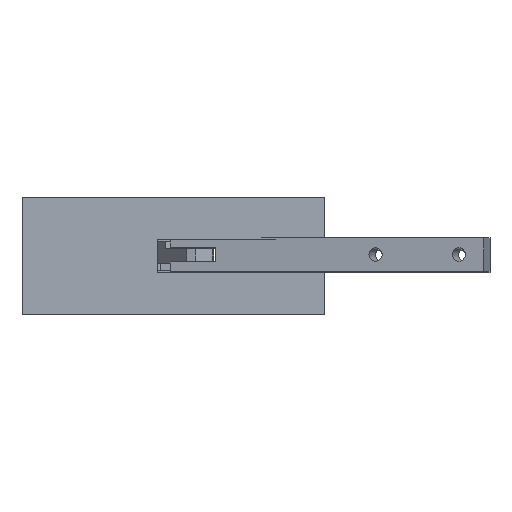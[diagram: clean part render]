
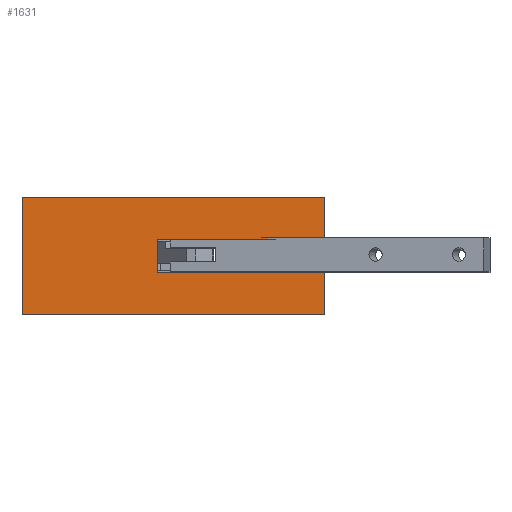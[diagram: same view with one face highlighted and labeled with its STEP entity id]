
A CAD part, front view. The second image highlights one B-rep face of the part: STEP entity #1631.
In plain terms, the highlighted planar face has unit normal (0, -1, 0).
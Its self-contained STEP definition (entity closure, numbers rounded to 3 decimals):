
#230=CARTESIAN_POINT('',(-60.1,-20.0,14.0));
#231=VERTEX_POINT('',#230);
#238=CARTESIAN_POINT('',(11.9,-20.0,14.0));
#239=VERTEX_POINT('',#238);
#240=CARTESIAN_POINT('',(-60.1,-20.0,14.0));
#241=DIRECTION('',(1.0,0.,0.0));
#242=VECTOR('',#241,72.0);
#243=LINE('',#240,#242);
#244=EDGE_CURVE('',#231,#239,#243,.T.);
#377=CARTESIAN_POINT('',(-60.1,-20.0,-14.0));
#378=VERTEX_POINT('',#377);
#385=CARTESIAN_POINT('',(-60.1,-20.0,14.0));
#386=DIRECTION('',(0.0,0.0,-1.0));
#387=VECTOR('',#386,28.0);
#388=LINE('',#385,#387);
#389=EDGE_CURVE('',#231,#378,#388,.T.);
#609=CARTESIAN_POINT('',(11.9,-20.0,4.0));
#610=VERTEX_POINT('',#609);
#617=CARTESIAN_POINT('',(-28.0,-20.0,4.0));
#618=VERTEX_POINT('',#617);
#619=CARTESIAN_POINT('',(-28.0,-20.0,4.0));
#620=DIRECTION('',(1.0,0.,0.));
#621=VECTOR('',#620,39.9);
#622=LINE('',#619,#621);
#623=EDGE_CURVE('',#618,#610,#622,.T.);
#1344=CARTESIAN_POINT('',(11.9,-20.0,-14.0));
#1345=VERTEX_POINT('',#1344);
#1352=CARTESIAN_POINT('',(-60.1,-20.0,-14.0));
#1353=DIRECTION('',(1.0,0.,0.0));
#1354=VECTOR('',#1353,72.0);
#1355=LINE('',#1352,#1354);
#1356=EDGE_CURVE('',#378,#1345,#1355,.T.);
#1530=CARTESIAN_POINT('',(11.9,-20.0,-4.0));
#1531=VERTEX_POINT('',#1530);
#1538=CARTESIAN_POINT('',(11.9,-20.0,-4.0));
#1539=DIRECTION('',(0.0,0.0,-1.0));
#1540=VECTOR('',#1539,10.0);
#1541=LINE('',#1538,#1540);
#1542=EDGE_CURVE('',#1531,#1345,#1541,.T.);
#1599=CARTESIAN_POINT('',(11.9,-20.0,14.0));
#1600=DIRECTION('',(0.,1.0,0.0));
#1601=DIRECTION('',(-1.0,0.,0.0));
#1602=AXIS2_PLACEMENT_3D('',#1599,#1600,#1601);
#1603=PLANE('',#1602);
#1604=ORIENTED_EDGE('',*,*,#1542,.F.);
#1605=CARTESIAN_POINT('',(-28.0,-20.0,-4.0));
#1606=VERTEX_POINT('',#1605);
#1607=CARTESIAN_POINT('',(11.9,-20.0,-4.0));
#1608=DIRECTION('',(-1.0,0.,0.));
#1609=VECTOR('',#1608,39.9);
#1610=LINE('',#1607,#1609);
#1611=EDGE_CURVE('',#1531,#1606,#1610,.T.);
#1612=ORIENTED_EDGE('',*,*,#1611,.T.);
#1613=CARTESIAN_POINT('',(-28.0,-20.0,-4.0));
#1614=DIRECTION('',(0.0,0.0,1.0));
#1615=VECTOR('',#1614,8.0);
#1616=LINE('',#1613,#1615);
#1617=EDGE_CURVE('',#1606,#618,#1616,.T.);
#1618=ORIENTED_EDGE('',*,*,#1617,.T.);
#1619=ORIENTED_EDGE('',*,*,#623,.T.);
#1620=CARTESIAN_POINT('',(11.9,-20.0,14.0));
#1621=DIRECTION('',(0.0,0.0,-1.0));
#1622=VECTOR('',#1621,10.0);
#1623=LINE('',#1620,#1622);
#1624=EDGE_CURVE('',#239,#610,#1623,.T.);
#1625=ORIENTED_EDGE('',*,*,#1624,.F.);
#1626=ORIENTED_EDGE('',*,*,#244,.F.);
#1627=ORIENTED_EDGE('',*,*,#389,.T.);
#1628=ORIENTED_EDGE('',*,*,#1356,.T.);
#1629=EDGE_LOOP('',(#1604,#1612,#1618,#1619,#1625,#1626,#1627,#1628));
#1630=FACE_BOUND('',#1629,.T.);
#1631=ADVANCED_FACE('',(#1630),#1603,.F.);
